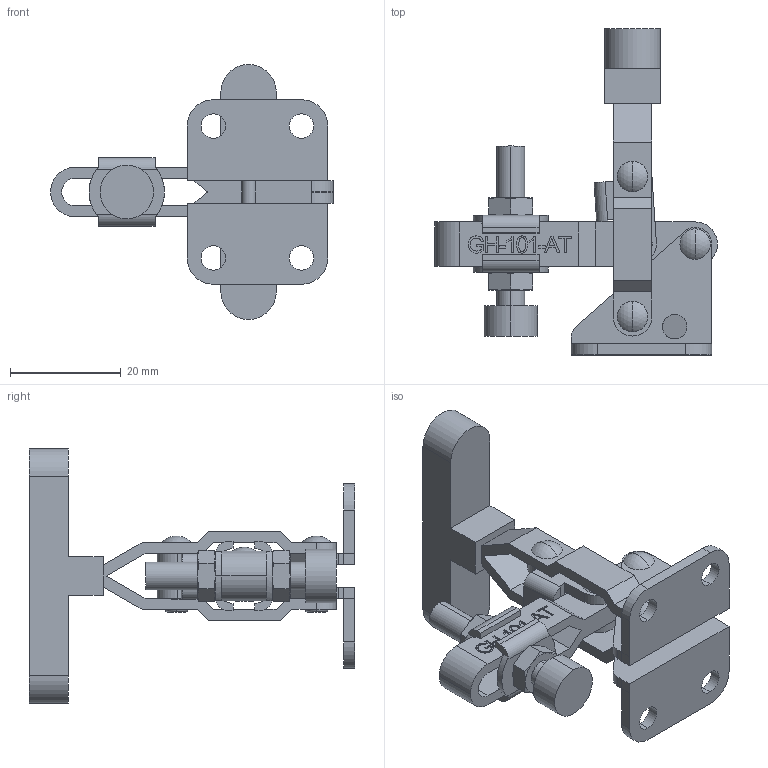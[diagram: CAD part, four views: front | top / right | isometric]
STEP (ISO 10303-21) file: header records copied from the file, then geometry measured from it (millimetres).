
FILE_DESCRIPTION (( 'STEP AP214' ), '1' );
FILE_NAME ('GH-101-AT(Â²¤Æ).STEP', '2020-03-10T03:43:40', ( 'LinWei' ), ( '' ), 'SwSTEP 2.0', 'SolidWorks 2016', '' );
FILE_SCHEMA (( 'AUTOMOTIVE_DESIGN' ));
Length unit declared in the file: millimetre
Products named in the file (7): 1101AIT09-1^GH-101-AT(簡化); Group6^GH-101-AT(簡化); Group5^GH-101-AT(簡化); Group4^GH-101-AT(簡化); Group2^GH-101-AT(簡化); Group1^GH-101-AT(簡化); GH-101-AT(簡化)
Assembly tree (6 placements, depth 2):
  GH-101-AT(簡化)
    Group1^GH-101-AT(簡化)
    Group2^GH-101-AT(簡化)
    Group4^GH-101-AT(簡化)
    Group5^GH-101-AT(簡化)
    Group6^GH-101-AT(簡化)
    1101AIT09-1^GH-101-AT(簡化)
Bounding box: 51 x 58.8 x 46 mm (x, y, z)
Volume: 11437 mm3; surface area: 11832.7 mm2
Topology: 13 solids, 13 shells, 400 faces, 993 edges, 645 vertices
Faces by surface type: plane 216, cylinder 111, cone 32, bspline 25, torus 8, sphere 8
Entity records: 14637 total; most frequent: CARTESIAN_POINT 3657, ORIENTED_EDGE 1986, DIRECTION 1931, EDGE_CURVE 993, AXIS2_PLACEMENT_3D 671, VERTEX_POINT 645, VECTOR 589, LINE 589
